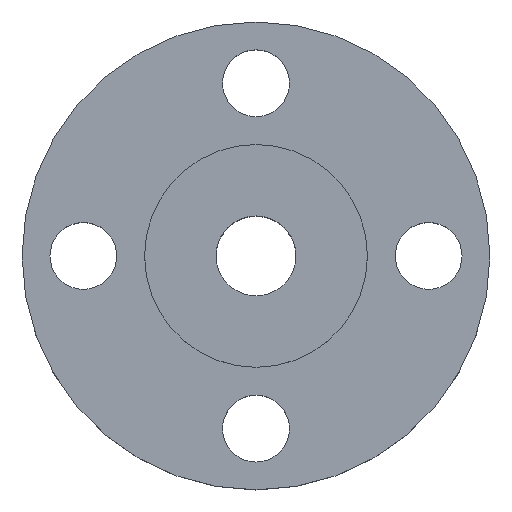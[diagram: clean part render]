
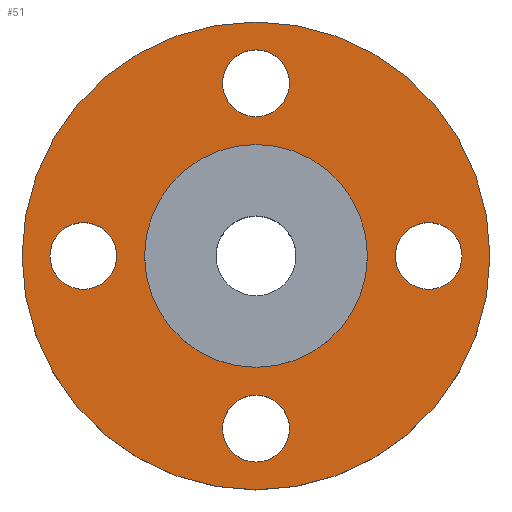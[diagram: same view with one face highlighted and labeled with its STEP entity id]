
A CAD part, top view. The second image highlights one B-rep face of the part: STEP entity #51.
In plain terms, the highlighted planar face has unit normal (0, 0, 1).
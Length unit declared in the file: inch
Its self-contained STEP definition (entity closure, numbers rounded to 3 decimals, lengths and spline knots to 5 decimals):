
#5 = FACE_OUTER_BOUND ( 'NONE', #722, .T. ) ;
#22 = DIRECTION ( 'NONE',  ( 0., 0., 1. ) ) ;
#43 = AXIS2_PLACEMENT_3D ( 'NONE', #236, #22, #566 ) ;
#51 = ADVANCED_FACE ( 'NONE', ( #674, #73, #141, #424, #407, #5 ), #210, .F. ) ;
#52 = ORIENTED_EDGE ( 'NONE', *, *, #335, .F. ) ;
#54 = ORIENTED_EDGE ( 'NONE', *, *, #664, .F. ) ;
#55 = DIRECTION ( 'NONE',  ( 1., 0., 0. ) ) ;
#58 = AXIS2_PLACEMENT_3D ( 'NONE', #243, #362, #237 ) ;
#60 = CIRCLE ( 'NONE', #512, 2.625 ) ;
#66 = VERTEX_POINT ( 'NONE', #744 ) ;
#72 = AXIS2_PLACEMENT_3D ( 'NONE', #837, #822, #492 ) ;
#73 = FACE_BOUND ( 'NONE', #779, .T. ) ;
#74 = EDGE_LOOP ( 'NONE', ( #738, #54 ) ) ;
#81 = CARTESIAN_POINT ( 'NONE',  ( 0., 0., -0.25 ) ) ;
#83 = CIRCLE ( 'NONE', #58, 1.25 ) ;
#85 = AXIS2_PLACEMENT_3D ( 'NONE', #376, #581, #55 ) ;
#96 = VERTEX_POINT ( 'NONE', #230 ) ;
#123 = AXIS2_PLACEMENT_3D ( 'NONE', #425, #746, #344 ) ;
#129 = ORIENTED_EDGE ( 'NONE', *, *, #288, .F. ) ;
#133 = AXIS2_PLACEMENT_3D ( 'NONE', #729, #253, #517 ) ;
#139 = DIRECTION ( 'NONE',  ( 0., 1., 0. ) ) ;
#141 = FACE_BOUND ( 'NONE', #74, .T. ) ;
#146 = EDGE_LOOP ( 'NONE', ( #608, #185 ) ) ;
#156 = DIRECTION ( 'NONE',  ( 1., 0., 0. ) ) ;
#160 = EDGE_CURVE ( 'NONE', #793, #96, #83, .T. ) ;
#185 = ORIENTED_EDGE ( 'NONE', *, *, #747, .F. ) ;
#187 = DIRECTION ( 'NONE',  ( 0., 0., 1. ) ) ;
#193 = DIRECTION ( 'NONE',  ( 1., 0., 0. ) ) ;
#200 = DIRECTION ( 'NONE',  ( 0., 0., 1. ) ) ;
#207 = CIRCLE ( 'NONE', #133, 0.375 ) ;
#210 = PLANE ( 'NONE',  #328 ) ;
#219 = DIRECTION ( 'NONE',  ( -1., 0., 0. ) ) ;
#230 = CARTESIAN_POINT ( 'NONE',  ( -1.25, 0., -0.25 ) ) ;
#236 = CARTESIAN_POINT ( 'NONE',  ( 1.9375, 0., -0.25 ) ) ;
#237 = DIRECTION ( 'NONE',  ( 1., 0., 0. ) ) ;
#243 = CARTESIAN_POINT ( 'NONE',  ( 0., 0., -0.25 ) ) ;
#253 = DIRECTION ( 'NONE',  ( 0., 0., 1. ) ) ;
#259 = CIRCLE ( 'NONE', #43, 0.375 ) ;
#260 = EDGE_CURVE ( 'NONE', #709, #815, #469, .T. ) ;
#270 = AXIS2_PLACEMENT_3D ( 'NONE', #810, #690, #614 ) ;
#274 = ORIENTED_EDGE ( 'NONE', *, *, #260, .F. ) ;
#276 = ORIENTED_EDGE ( 'NONE', *, *, #508, .F. ) ;
#279 = CARTESIAN_POINT ( 'NONE',  ( 0., 1.25, -0.25 ) ) ;
#288 = EDGE_CURVE ( 'NONE', #815, #709, #207, .T. ) ;
#311 = CARTESIAN_POINT ( 'NONE',  ( -2.625, 0., -0.25 ) ) ;
#320 = ORIENTED_EDGE ( 'NONE', *, *, #811, .F. ) ;
#328 = AXIS2_PLACEMENT_3D ( 'NONE', #279, #546, #219 ) ;
#335 = EDGE_CURVE ( 'NONE', #359, #834, #259, .T. ) ;
#344 = DIRECTION ( 'NONE',  ( 0., 1., 0. ) ) ;
#359 = VERTEX_POINT ( 'NONE', #828 ) ;
#362 = DIRECTION ( 'NONE',  ( 0., 0., 1. ) ) ;
#369 = CARTESIAN_POINT ( 'NONE',  ( 1.25, 0., -0.25 ) ) ;
#371 = CIRCLE ( 'NONE', #270, 0.375 ) ;
#376 = CARTESIAN_POINT ( 'NONE',  ( -1.9375, 0., -0.25 ) ) ;
#378 = VERTEX_POINT ( 'NONE', #426 ) ;
#392 = EDGE_CURVE ( 'NONE', #378, #591, #371, .T. ) ;
#401 = CIRCLE ( 'NONE', #507, 0.375 ) ;
#404 = DIRECTION ( 'NONE',  ( 0., 0., 1. ) ) ;
#407 = FACE_BOUND ( 'NONE', #146, .T. ) ;
#424 = FACE_BOUND ( 'NONE', #547, .T. ) ;
#425 = CARTESIAN_POINT ( 'NONE',  ( 0., -1.9375, -0.25 ) ) ;
#426 = CARTESIAN_POINT ( 'NONE',  ( -1.5625, 0., -0.25 ) ) ;
#427 = CIRCLE ( 'NONE', #645, 0.375 ) ;
#428 = CIRCLE ( 'NONE', #72, 1.25 ) ;
#452 = CARTESIAN_POINT ( 'NONE',  ( 0., 0., -0.25 ) ) ;
#461 = VERTEX_POINT ( 'NONE', #635 ) ;
#469 = CIRCLE ( 'NONE', #839, 0.375 ) ;
#470 = DIRECTION ( 'NONE',  ( -1., 0., 0. ) ) ;
#480 = CARTESIAN_POINT ( 'NONE',  ( -2.3125, 0., -0.25 ) ) ;
#492 = DIRECTION ( 'NONE',  ( 1., 0., 0. ) ) ;
#493 = VERTEX_POINT ( 'NONE', #778 ) ;
#505 = ORIENTED_EDGE ( 'NONE', *, *, #847, .T. ) ;
#507 = AXIS2_PLACEMENT_3D ( 'NONE', #733, #404, #139 ) ;
#508 = EDGE_CURVE ( 'NONE', #834, #359, #427, .T. ) ;
#512 = AXIS2_PLACEMENT_3D ( 'NONE', #452, #200, #193 ) ;
#515 = CARTESIAN_POINT ( 'NONE',  ( 0., 1.9375, -0.25 ) ) ;
#517 = DIRECTION ( 'NONE',  ( 0., -1., 0. ) ) ;
#519 = CARTESIAN_POINT ( 'NONE',  ( 1.5625, 0., -0.25 ) ) ;
#527 = DIRECTION ( 'NONE',  ( 0., -1., 0. ) ) ;
#534 = EDGE_CURVE ( 'NONE', #66, #493, #401, .T. ) ;
#538 = CARTESIAN_POINT ( 'NONE',  ( 1.9375, 0., -0.25 ) ) ;
#546 = DIRECTION ( 'NONE',  ( 0., 0., -1. ) ) ;
#547 = EDGE_LOOP ( 'NONE', ( #761, #320 ) ) ;
#551 = CIRCLE ( 'NONE', #123, 0.375 ) ;
#566 = DIRECTION ( 'NONE',  ( -1., 0., 0. ) ) ;
#580 = CIRCLE ( 'NONE', #85, 0.375 ) ;
#581 = DIRECTION ( 'NONE',  ( 0., 0., 1. ) ) ;
#591 = VERTEX_POINT ( 'NONE', #480 ) ;
#603 = CIRCLE ( 'NONE', #774, 2.625 ) ;
#608 = ORIENTED_EDGE ( 'NONE', *, *, #160, .F. ) ;
#609 = DIRECTION ( 'NONE',  ( 0., 0., 1. ) ) ;
#614 = DIRECTION ( 'NONE',  ( 1., 0., 0. ) ) ;
#635 = CARTESIAN_POINT ( 'NONE',  ( 2.625, 0., -0.25 ) ) ;
#641 = EDGE_LOOP ( 'NONE', ( #129, #274 ) ) ;
#645 = AXIS2_PLACEMENT_3D ( 'NONE', #538, #848, #470 ) ;
#664 = EDGE_CURVE ( 'NONE', #493, #66, #551, .T. ) ;
#668 = EDGE_CURVE ( 'NONE', #705, #461, #603, .T. ) ;
#674 = FACE_BOUND ( 'NONE', #641, .T. ) ;
#690 = DIRECTION ( 'NONE',  ( 0., 0., 1. ) ) ;
#699 = CARTESIAN_POINT ( 'NONE',  ( -0.375, 1.9375, -0.25 ) ) ;
#705 = VERTEX_POINT ( 'NONE', #311 ) ;
#709 = VERTEX_POINT ( 'NONE', #699 ) ;
#722 = EDGE_LOOP ( 'NONE', ( #505, #748 ) ) ;
#729 = CARTESIAN_POINT ( 'NONE',  ( 0., 1.9375, -0.25 ) ) ;
#730 = CARTESIAN_POINT ( 'NONE',  ( 0.375, 1.9375, -0.25 ) ) ;
#733 = CARTESIAN_POINT ( 'NONE',  ( 0., -1.9375, -0.25 ) ) ;
#738 = ORIENTED_EDGE ( 'NONE', *, *, #534, .F. ) ;
#744 = CARTESIAN_POINT ( 'NONE',  ( 0.375, -1.9375, -0.25 ) ) ;
#746 = DIRECTION ( 'NONE',  ( 0., 0., 1. ) ) ;
#747 = EDGE_CURVE ( 'NONE', #96, #793, #428, .T. ) ;
#748 = ORIENTED_EDGE ( 'NONE', *, *, #668, .T. ) ;
#761 = ORIENTED_EDGE ( 'NONE', *, *, #392, .F. ) ;
#774 = AXIS2_PLACEMENT_3D ( 'NONE', #81, #609, #156 ) ;
#778 = CARTESIAN_POINT ( 'NONE',  ( -0.375, -1.9375, -0.25 ) ) ;
#779 = EDGE_LOOP ( 'NONE', ( #52, #276 ) ) ;
#793 = VERTEX_POINT ( 'NONE', #369 ) ;
#810 = CARTESIAN_POINT ( 'NONE',  ( -1.9375, 0., -0.25 ) ) ;
#811 = EDGE_CURVE ( 'NONE', #591, #378, #580, .T. ) ;
#815 = VERTEX_POINT ( 'NONE', #730 ) ;
#822 = DIRECTION ( 'NONE',  ( 0., 0., 1. ) ) ;
#828 = CARTESIAN_POINT ( 'NONE',  ( 2.3125, 0., -0.25 ) ) ;
#834 = VERTEX_POINT ( 'NONE', #519 ) ;
#837 = CARTESIAN_POINT ( 'NONE',  ( 0., 0., -0.25 ) ) ;
#839 = AXIS2_PLACEMENT_3D ( 'NONE', #515, #187, #527 ) ;
#847 = EDGE_CURVE ( 'NONE', #461, #705, #60, .T. ) ;
#848 = DIRECTION ( 'NONE',  ( 0., 0., 1. ) ) ;
